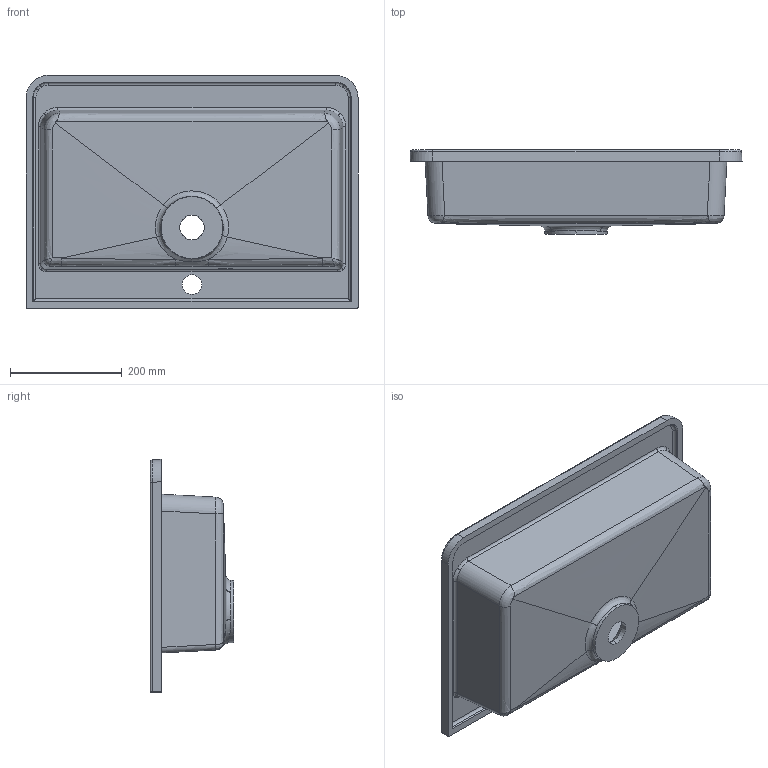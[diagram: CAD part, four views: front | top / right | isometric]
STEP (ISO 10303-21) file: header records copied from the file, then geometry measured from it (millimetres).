
FILE_DESCRIPTION (( 'STEP AP214' ), '1' );
FILE_NAME ('Accent.STEP', '2019-04-11T07:06:16', ( '' ), ( '' ), 'SwSTEP 2.0', 'SolidWorks 2018', '' );
FILE_SCHEMA (( 'AUTOMOTIVE_DESIGN' ));
Length unit declared in the file: millimetre
Products named in the file (2): Accent
Bounding box: 593.1 x 150 x 416.9 mm (x, y, z)
Volume: 4739610.9 mm3; surface area: 880173.2 mm2
Topology: 1 solids, 1 shells, 128 faces, 321 edges, 196 vertices
Faces by surface type: bspline 65, cylinder 34, plane 21, cone 6, torus 2
Entity records: 10063 total; most frequent: CARTESIAN_POINT 7551, ORIENTED_EDGE 638, DIRECTION 346, EDGE_CURVE 319, VERTEX_POINT 196, EDGE_LOOP 137, AXIS2_PLACEMENT_3D 131, ADVANCED_FACE 128
